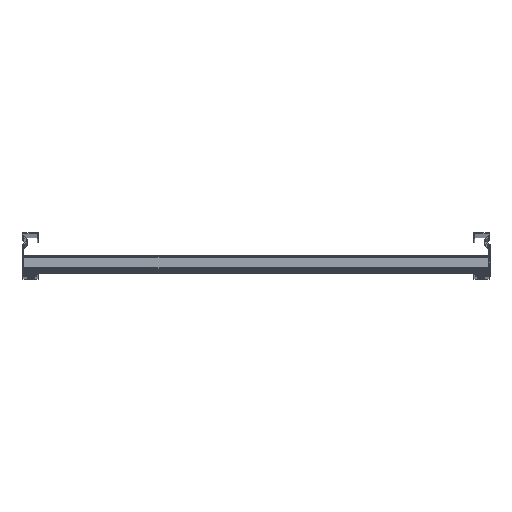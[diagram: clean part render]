
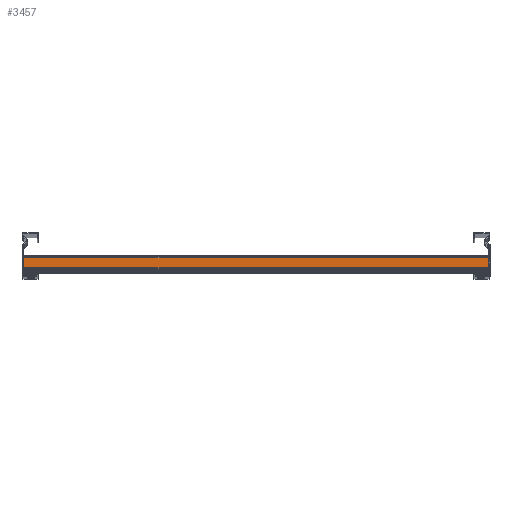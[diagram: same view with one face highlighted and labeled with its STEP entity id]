
A CAD part, top view. The second image highlights one B-rep face of the part: STEP entity #3457.
In plain terms, the highlighted face is planar.
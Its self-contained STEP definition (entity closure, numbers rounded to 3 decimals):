
#201 = CARTESIAN_POINT ( 'NONE',  ( 18., 15.5, -299. ) ) ;
#504 = PLANE ( 'NONE',  #4404 ) ;
#724 = VECTOR ( 'NONE', #2948, 1000. ) ;
#859 = CARTESIAN_POINT ( 'NONE',  ( 18., 18., -299. ) ) ;
#965 = EDGE_CURVE ( 'NONE', #8565, #6308, #4264, .T. ) ;
#1128 = CARTESIAN_POINT ( 'NONE',  ( 18., 15.5, 299. ) ) ;
#1658 = VERTEX_POINT ( 'NONE', #1128 ) ;
#2948 = DIRECTION ( 'NONE',  ( 0., 0., -1. ) ) ;
#3323 = FACE_OUTER_BOUND ( 'NONE', #8391, .T. ) ;
#3457 = ADVANCED_FACE ( 'NONE', ( #3323 ), #504, .T. ) ;
#3521 = EDGE_CURVE ( 'NONE', #1658, #10046, #3956, .T. ) ;
#3956 = LINE ( 'NONE', #9780, #8293 ) ;
#4264 = LINE ( 'NONE', #859, #6483 ) ;
#4404 = AXIS2_PLACEMENT_3D ( 'NONE', #8927, #7963, #7150 ) ;
#5421 = CARTESIAN_POINT ( 'NONE',  ( 18., 2.5, -299. ) ) ;
#5462 = CARTESIAN_POINT ( 'NONE',  ( 18., 15.5, 299. ) ) ;
#5652 = DIRECTION ( 'NONE',  ( 0., -1., 0. ) ) ;
#5836 = DIRECTION ( 'NONE',  ( 0., -1., 0. ) ) ;
#6308 = VERTEX_POINT ( 'NONE', #5421 ) ;
#6348 = EDGE_CURVE ( 'NONE', #1658, #8565, #6571, .T. ) ;
#6483 = VECTOR ( 'NONE', #5836, 1000. ) ;
#6571 = LINE ( 'NONE', #5462, #724 ) ;
#6876 = VECTOR ( 'NONE', #8258, 1000. ) ;
#7098 = ORIENTED_EDGE ( 'NONE', *, *, #9911, .T. ) ;
#7150 = DIRECTION ( 'NONE',  ( 0., 0., -1. ) ) ;
#7373 = CARTESIAN_POINT ( 'NONE',  ( 18., 2.5, 299. ) ) ;
#7407 = CARTESIAN_POINT ( 'NONE',  ( 18., 2.5, 299. ) ) ;
#7419 = ORIENTED_EDGE ( 'NONE', *, *, #3521, .T. ) ;
#7963 = DIRECTION ( 'NONE',  ( 1., 0., 0. ) ) ;
#8258 = DIRECTION ( 'NONE',  ( 0., 0., -1. ) ) ;
#8293 = VECTOR ( 'NONE', #5652, 1000. ) ;
#8391 = EDGE_LOOP ( 'NONE', ( #9075, #8782, #7419, #7098 ) ) ;
#8466 = LINE ( 'NONE', #7407, #6876 ) ;
#8565 = VERTEX_POINT ( 'NONE', #201 ) ;
#8782 = ORIENTED_EDGE ( 'NONE', *, *, #6348, .F. ) ;
#8927 = CARTESIAN_POINT ( 'NONE',  ( 18., 18., 299. ) ) ;
#9075 = ORIENTED_EDGE ( 'NONE', *, *, #965, .F. ) ;
#9780 = CARTESIAN_POINT ( 'NONE',  ( 18., 18., 299. ) ) ;
#9911 = EDGE_CURVE ( 'NONE', #10046, #6308, #8466, .T. ) ;
#10046 = VERTEX_POINT ( 'NONE', #7373 ) ;
